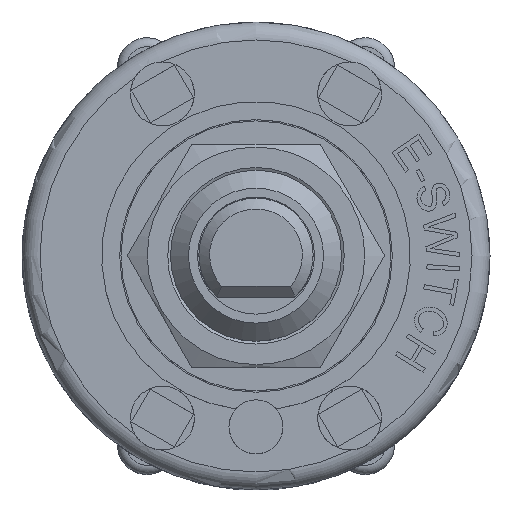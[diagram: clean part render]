
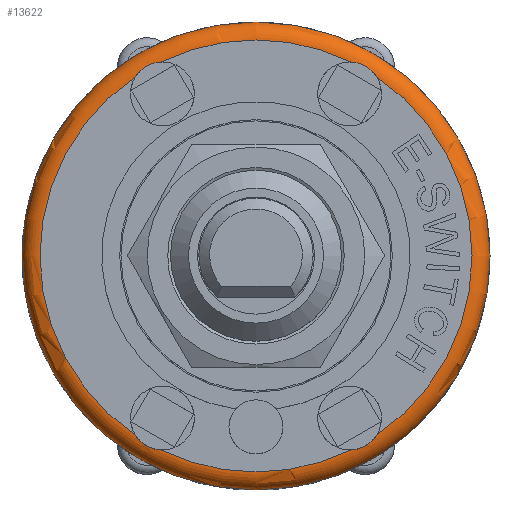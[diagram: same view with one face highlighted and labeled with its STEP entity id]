
A CAD part, top view. The second image highlights one B-rep face of the part: STEP entity #13622.
In plain terms, the highlighted toroidal (fillet/blend) face has major radius 12 mm and minor radius 1 mm.
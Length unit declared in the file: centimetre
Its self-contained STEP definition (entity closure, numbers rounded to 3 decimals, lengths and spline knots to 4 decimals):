
#26=TOROIDAL_SURFACE('',#14313,1.2,0.1);
#4462=FACE_OUTER_BOUND('',#5262,.T.);
#5262=EDGE_LOOP('',(#12672,#12673,#12674,#12675,#12676,#12677,#12678,#12679,
#12680,#12681,#12682,#12683));
#5651=B_SPLINE_CURVE_WITH_KNOTS('',3,(#23402,#23403,#23404,#23405,#23406,
#23407,#23408,#23409,#23410,#23411,#23412,#23413),.UNSPECIFIED.,.F.,.F.,
(4,2,2,2,2,4),(-0.2692,-0.2446,-0.216,
-0.1921,-0.1645,-0.1357),.UNSPECIFIED.);
#5652=B_SPLINE_CURVE_WITH_KNOTS('',3,(#23424,#23425,#23426,#23427,#23428,
#23429,#23430,#23431,#23432,#23433,#23434,#23435),.UNSPECIFIED.,.F.,.F.,
(4,2,2,2,2,4),(-0.2692,-0.2446,-0.216,
-0.1921,-0.1645,-0.1357),.UNSPECIFIED.);
#5653=B_SPLINE_CURVE_WITH_KNOTS('',3,(#23446,#23447,#23448,#23449,#23450,
#23451,#23452,#23453,#23454,#23455,#23456,#23457),.UNSPECIFIED.,.F.,.F.,
(4,2,2,2,2,4),(-0.2692,-0.2446,-0.216,
-0.1921,-0.1645,-0.1357),.UNSPECIFIED.);
#5654=B_SPLINE_CURVE_WITH_KNOTS('',3,(#23468,#23469,#23470,#23471,#23472,
#23473,#23474,#23475,#23476,#23477,#23478,#23479),.UNSPECIFIED.,.F.,.F.,
(4,2,2,2,2,4),(-0.2692,-0.2446,-0.216,
-0.1921,-0.1645,-0.1357),.UNSPECIFIED.);
#5748=CIRCLE('',#14251,1.3);
#5764=CIRCLE('',#14314,0.1);
#5765=CIRCLE('',#14315,1.2);
#5766=CIRCLE('',#14316,1.2);
#5767=CIRCLE('',#14317,1.2);
#5768=CIRCLE('',#14318,1.2);
#5769=CIRCLE('',#14319,1.2);
#6954=VERTEX_POINT('',#23170);
#7025=VERTEX_POINT('',#23400);
#7026=VERTEX_POINT('',#23401);
#7029=VERTEX_POINT('',#23422);
#7030=VERTEX_POINT('',#23423);
#7033=VERTEX_POINT('',#23444);
#7034=VERTEX_POINT('',#23445);
#7037=VERTEX_POINT('',#23466);
#7038=VERTEX_POINT('',#23467);
#7041=VERTEX_POINT('',#23488);
#8834=EDGE_CURVE('',#6954,#6954,#5748,.T.);
#8954=EDGE_CURVE('',#7025,#7026,#5651,.T.);
#8959=EDGE_CURVE('',#7029,#7030,#5652,.T.);
#8964=EDGE_CURVE('',#7033,#7034,#5653,.T.);
#8969=EDGE_CURVE('',#7037,#7038,#5654,.T.);
#8974=EDGE_CURVE('',#6954,#7041,#5764,.T.);
#8975=EDGE_CURVE('',#7041,#7033,#5765,.T.);
#8976=EDGE_CURVE('',#7034,#7029,#5766,.T.);
#8977=EDGE_CURVE('',#7030,#7025,#5767,.T.);
#8978=EDGE_CURVE('',#7026,#7037,#5768,.T.);
#8979=EDGE_CURVE('',#7038,#7041,#5769,.T.);
#12672=ORIENTED_EDGE('',*,*,#8834,.T.);
#12673=ORIENTED_EDGE('',*,*,#8974,.T.);
#12674=ORIENTED_EDGE('',*,*,#8975,.T.);
#12675=ORIENTED_EDGE('',*,*,#8964,.T.);
#12676=ORIENTED_EDGE('',*,*,#8976,.T.);
#12677=ORIENTED_EDGE('',*,*,#8959,.T.);
#12678=ORIENTED_EDGE('',*,*,#8977,.T.);
#12679=ORIENTED_EDGE('',*,*,#8954,.T.);
#12680=ORIENTED_EDGE('',*,*,#8978,.T.);
#12681=ORIENTED_EDGE('',*,*,#8969,.T.);
#12682=ORIENTED_EDGE('',*,*,#8979,.T.);
#12683=ORIENTED_EDGE('',*,*,#8974,.F.);
#13622=ADVANCED_FACE('',(#4462),#26,.T.);
#14251=AXIS2_PLACEMENT_3D('',#23171,#16860,#16861);
#14313=AXIS2_PLACEMENT_3D('',#23487,#17104,#17105);
#14314=AXIS2_PLACEMENT_3D('',#23489,#17106,#17107);
#14315=AXIS2_PLACEMENT_3D('',#23490,#17108,#17109);
#14316=AXIS2_PLACEMENT_3D('',#23491,#17110,#17111);
#14317=AXIS2_PLACEMENT_3D('',#23492,#17112,#17113);
#14318=AXIS2_PLACEMENT_3D('',#23493,#17114,#17115);
#14319=AXIS2_PLACEMENT_3D('',#23494,#17116,#17117);
#16860=DIRECTION('center_axis',(0.,0.,1.));
#16861=DIRECTION('ref_axis',(-1.,0.,0.));
#17104=DIRECTION('center_axis',(0.,0.,-1.));
#17105=DIRECTION('ref_axis',(-1.,0.,0.));
#17106=DIRECTION('center_axis',(0.,-1.,0.));
#17107=DIRECTION('ref_axis',(1.,0.,0.));
#17108=DIRECTION('center_axis',(0.,0.,-1.));
#17109=DIRECTION('ref_axis',(-1.,0.,0.));
#17110=DIRECTION('center_axis',(0.,0.,-1.));
#17111=DIRECTION('ref_axis',(-1.,0.,0.));
#17112=DIRECTION('center_axis',(0.,0.,-1.));
#17113=DIRECTION('ref_axis',(-1.,0.,0.));
#17114=DIRECTION('center_axis',(0.,0.,-1.));
#17115=DIRECTION('ref_axis',(-1.,0.,0.));
#17116=DIRECTION('center_axis',(0.,0.,-1.));
#17117=DIRECTION('ref_axis',(-1.,0.,0.));
#23170=CARTESIAN_POINT('',(1.3,0.,0.92));
#23171=CARTESIAN_POINT('Origin',(0.,0.,0.92));
#23400=CARTESIAN_POINT('',(-0.67,0.9955,1.02));
#23401=CARTESIAN_POINT('',(-0.5271,1.078,1.02));
#23402=CARTESIAN_POINT('Ctrl Pts',(-0.67,0.9955,
1.02));
#23403=CARTESIAN_POINT('Ctrl Pts',(-0.6646,1.0041,
1.02));
#23404=CARTESIAN_POINT('Ctrl Pts',(-0.6583,1.0124,
1.0198));
#23405=CARTESIAN_POINT('Ctrl Pts',(-0.6428,1.0294,
1.0191));
#23406=CARTESIAN_POINT('Ctrl Pts',(-0.6335,1.0377,
1.0188));
#23407=CARTESIAN_POINT('Ctrl Pts',(-0.615,1.051,1.0184));
#23408=CARTESIAN_POINT('Ctrl Pts',(-0.6061,1.0563,
1.0184));
#23409=CARTESIAN_POINT('Ctrl Pts',(-0.5859,1.0659,1.0187));
#23410=CARTESIAN_POINT('Ctrl Pts',(-0.5747,1.07,1.019));
#23411=CARTESIAN_POINT('Ctrl Pts',(-0.551,1.0759,1.0197));
#23412=CARTESIAN_POINT('Ctrl Pts',(-0.539,1.0775,
1.02));
#23413=CARTESIAN_POINT('Ctrl Pts',(-0.5271,1.078,
1.02));
#23422=CARTESIAN_POINT('',(-0.5271,-1.078,1.02));
#23423=CARTESIAN_POINT('',(-0.67,-0.9955,1.02));
#23424=CARTESIAN_POINT('Ctrl Pts',(-0.5271,-1.078,
1.02));
#23425=CARTESIAN_POINT('Ctrl Pts',(-0.5373,-1.0776,
1.02));
#23426=CARTESIAN_POINT('Ctrl Pts',(-0.5476,-1.0763,
1.0198));
#23427=CARTESIAN_POINT('Ctrl Pts',(-0.5701,-1.0714,1.0191));
#23428=CARTESIAN_POINT('Ctrl Pts',(-0.5819,-1.0675,
1.0188));
#23429=CARTESIAN_POINT('Ctrl Pts',(-0.6027,-1.0581,
1.0184));
#23430=CARTESIAN_POINT('Ctrl Pts',(-0.6117,-1.053,
1.0184));
#23431=CARTESIAN_POINT('Ctrl Pts',(-0.6301,-1.0404,
1.0187));
#23432=CARTESIAN_POINT('Ctrl Pts',(-0.6393,-1.0327,
1.019));
#23433=CARTESIAN_POINT('Ctrl Pts',(-0.6562,-1.0151,
1.0197));
#23434=CARTESIAN_POINT('Ctrl Pts',(-0.6637,-1.0055,
1.02));
#23435=CARTESIAN_POINT('Ctrl Pts',(-0.67,-0.9955,
1.02));
#23444=CARTESIAN_POINT('',(0.67,-0.9955,1.02));
#23445=CARTESIAN_POINT('',(0.5271,-1.078,1.02));
#23446=CARTESIAN_POINT('Ctrl Pts',(0.67,-0.9955,
1.02));
#23447=CARTESIAN_POINT('Ctrl Pts',(0.6646,-1.0041,
1.02));
#23448=CARTESIAN_POINT('Ctrl Pts',(0.6583,-1.0124,
1.0198));
#23449=CARTESIAN_POINT('Ctrl Pts',(0.6428,-1.0294,
1.0191));
#23450=CARTESIAN_POINT('Ctrl Pts',(0.6335,-1.0377,
1.0188));
#23451=CARTESIAN_POINT('Ctrl Pts',(0.615,-1.051,
1.0184));
#23452=CARTESIAN_POINT('Ctrl Pts',(0.6061,-1.0563,
1.0184));
#23453=CARTESIAN_POINT('Ctrl Pts',(0.5859,-1.0659,1.0187));
#23454=CARTESIAN_POINT('Ctrl Pts',(0.5747,-1.07,1.019));
#23455=CARTESIAN_POINT('Ctrl Pts',(0.551,-1.0759,
1.0197));
#23456=CARTESIAN_POINT('Ctrl Pts',(0.539,-1.0775,
1.02));
#23457=CARTESIAN_POINT('Ctrl Pts',(0.5271,-1.078,
1.02));
#23466=CARTESIAN_POINT('',(0.5271,1.078,1.02));
#23467=CARTESIAN_POINT('',(0.67,0.9955,1.02));
#23468=CARTESIAN_POINT('Ctrl Pts',(0.5271,1.078,1.02));
#23469=CARTESIAN_POINT('Ctrl Pts',(0.5373,1.0776,1.02));
#23470=CARTESIAN_POINT('Ctrl Pts',(0.5476,1.0763,1.0198));
#23471=CARTESIAN_POINT('Ctrl Pts',(0.5701,1.0714,1.0191));
#23472=CARTESIAN_POINT('Ctrl Pts',(0.5819,1.0675,1.0188));
#23473=CARTESIAN_POINT('Ctrl Pts',(0.6027,1.0581,1.0184));
#23474=CARTESIAN_POINT('Ctrl Pts',(0.6117,1.053,1.0184));
#23475=CARTESIAN_POINT('Ctrl Pts',(0.6301,1.0404,1.0187));
#23476=CARTESIAN_POINT('Ctrl Pts',(0.6393,1.0327,1.019));
#23477=CARTESIAN_POINT('Ctrl Pts',(0.6562,1.0151,1.0197));
#23478=CARTESIAN_POINT('Ctrl Pts',(0.6637,1.0055,1.02));
#23479=CARTESIAN_POINT('Ctrl Pts',(0.67,0.9955,
1.02));
#23487=CARTESIAN_POINT('Origin',(0.,0.,0.92));
#23488=CARTESIAN_POINT('',(1.2,0.,1.02));
#23489=CARTESIAN_POINT('Origin',(1.2,0.,0.92));
#23490=CARTESIAN_POINT('Origin',(0.,0.,1.02));
#23491=CARTESIAN_POINT('Origin',(0.,0.,1.02));
#23492=CARTESIAN_POINT('Origin',(0.,0.,1.02));
#23493=CARTESIAN_POINT('Origin',(0.,0.,1.02));
#23494=CARTESIAN_POINT('Origin',(0.,0.,1.02));
